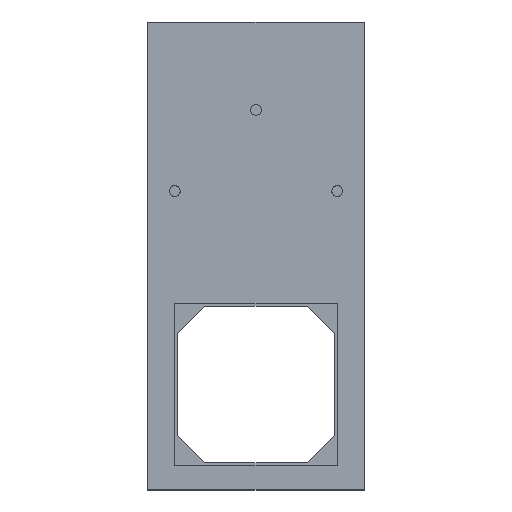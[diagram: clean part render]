
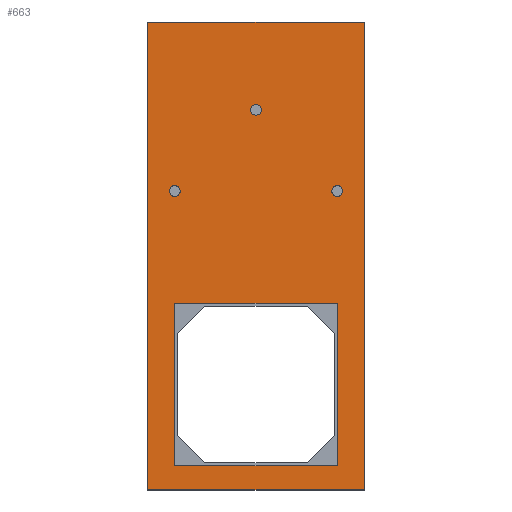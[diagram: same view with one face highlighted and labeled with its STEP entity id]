
A CAD part, top view. The second image highlights one B-rep face of the part: STEP entity #663.
In plain terms, the highlighted planar face has unit normal (0, 0, 1).
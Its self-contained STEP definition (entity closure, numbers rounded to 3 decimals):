
#63=CARTESIAN_POINT('Vertex',(0.,0.,7.)) ;
#77=CARTESIAN_POINT('Vertex',(80.,0.,7.)) ;
#80=CARTESIAN_POINT('Line Origine',(40.,0.,7.)) ;
#108=CARTESIAN_POINT('Vertex',(80.,173.,7.)) ;
#111=CARTESIAN_POINT('Line Origine',(80.,86.5,7.)) ;
#139=CARTESIAN_POINT('Vertex',(0.,173.,7.)) ;
#142=CARTESIAN_POINT('Line Origine',(40.,173.,7.)) ;
#164=CARTESIAN_POINT('Line Origine',(0.,86.5,7.)) ;
#185=CARTESIAN_POINT('Vertex',(70.,69.,7.)) ;
#190=CARTESIAN_POINT('Line Origine',(40.,69.,7.)) ;
#194=CARTESIAN_POINT('Vertex',(10.,69.,7.)) ;
#221=CARTESIAN_POINT('Line Origine',(10.,39.,7.)) ;
#225=CARTESIAN_POINT('Vertex',(10.,9.,7.)) ;
#256=CARTESIAN_POINT('Vertex',(70.,9.,7.)) ;
#261=CARTESIAN_POINT('Line Origine',(70.,39.,7.)) ;
#283=CARTESIAN_POINT('Line Origine',(40.,9.,7.)) ;
#592=CARTESIAN_POINT('Axis2P3D Location',(0.,0.,7.)) ;
#609=CARTESIAN_POINT('Axis2P3D Location',(70.,110.5,7.)) ;
#613=CARTESIAN_POINT('Vertex',(72.,110.5,7.)) ;
#615=CARTESIAN_POINT('Vertex',(68.,110.5,7.)) ;
#618=CARTESIAN_POINT('Axis2P3D Location',(70.,110.5,7.)) ;
#627=CARTESIAN_POINT('Axis2P3D Location',(10.,110.5,7.)) ;
#631=CARTESIAN_POINT('Vertex',(12.,110.5,7.)) ;
#633=CARTESIAN_POINT('Vertex',(8.,110.5,7.)) ;
#636=CARTESIAN_POINT('Axis2P3D Location',(10.,110.5,7.)) ;
#645=CARTESIAN_POINT('Axis2P3D Location',(40.,140.5,7.)) ;
#649=CARTESIAN_POINT('Vertex',(42.,140.5,7.)) ;
#651=CARTESIAN_POINT('Vertex',(38.,140.5,7.)) ;
#654=CARTESIAN_POINT('Axis2P3D Location',(40.,140.5,7.)) ;
#81=DIRECTION('Vector Direction',(1.,0.,0.)) ;
#112=DIRECTION('Vector Direction',(0.,1.,0.)) ;
#143=DIRECTION('Vector Direction',(-1.,0.,0.)) ;
#165=DIRECTION('Vector Direction',(0.,-1.,0.)) ;
#191=DIRECTION('Vector Direction',(1.,0.,0.)) ;
#222=DIRECTION('Vector Direction',(0.,1.,0.)) ;
#262=DIRECTION('Vector Direction',(0.,-1.,0.)) ;
#284=DIRECTION('Vector Direction',(-1.,0.,0.)) ;
#593=DIRECTION('Axis2P3D Direction',(0.,0.,1.)) ;
#594=DIRECTION('Axis2P3D XDirection',(1.,0.,0.)) ;
#610=DIRECTION('Axis2P3D Direction',(0.,0.,1.)) ;
#619=DIRECTION('Axis2P3D Direction',(0.,0.,1.)) ;
#628=DIRECTION('Axis2P3D Direction',(0.,0.,1.)) ;
#637=DIRECTION('Axis2P3D Direction',(0.,0.,1.)) ;
#646=DIRECTION('Axis2P3D Direction',(0.,0.,1.)) ;
#655=DIRECTION('Axis2P3D Direction',(0.,0.,1.)) ;
#595=AXIS2_PLACEMENT_3D('Plane Axis2P3D',#592,#593,#594) ;
#611=AXIS2_PLACEMENT_3D('Circle Axis2P3D',#609,#610,$) ;
#620=AXIS2_PLACEMENT_3D('Circle Axis2P3D',#618,#619,$) ;
#629=AXIS2_PLACEMENT_3D('Circle Axis2P3D',#627,#628,$) ;
#638=AXIS2_PLACEMENT_3D('Circle Axis2P3D',#636,#637,$) ;
#647=AXIS2_PLACEMENT_3D('Circle Axis2P3D',#645,#646,$) ;
#656=AXIS2_PLACEMENT_3D('Circle Axis2P3D',#654,#655,$) ;
#598=ORIENTED_EDGE('',*,*,#84,.T.) ;
#599=ORIENTED_EDGE('',*,*,#115,.T.) ;
#600=ORIENTED_EDGE('',*,*,#146,.T.) ;
#601=ORIENTED_EDGE('',*,*,#168,.T.) ;
#604=ORIENTED_EDGE('',*,*,#287,.F.) ;
#605=ORIENTED_EDGE('',*,*,#227,.F.) ;
#606=ORIENTED_EDGE('',*,*,#196,.F.) ;
#607=ORIENTED_EDGE('',*,*,#265,.F.) ;
#624=ORIENTED_EDGE('',*,*,#617,.F.) ;
#625=ORIENTED_EDGE('',*,*,#622,.F.) ;
#642=ORIENTED_EDGE('',*,*,#635,.F.) ;
#643=ORIENTED_EDGE('',*,*,#640,.F.) ;
#660=ORIENTED_EDGE('',*,*,#653,.F.) ;
#661=ORIENTED_EDGE('',*,*,#658,.F.) ;
#608=FACE_BOUND('',#603,.T.) ;
#626=FACE_BOUND('',#623,.T.) ;
#644=FACE_BOUND('',#641,.T.) ;
#662=FACE_BOUND('',#659,.T.) ;
#82=VECTOR('Line Direction',#81,1.) ;
#113=VECTOR('Line Direction',#112,1.) ;
#144=VECTOR('Line Direction',#143,1.) ;
#166=VECTOR('Line Direction',#165,1.) ;
#192=VECTOR('Line Direction',#191,1.) ;
#223=VECTOR('Line Direction',#222,1.) ;
#263=VECTOR('Line Direction',#262,1.) ;
#285=VECTOR('Line Direction',#284,1.) ;
#663=ADVANCED_FACE('Corps principal',(#602,#608,#626,#644,#662),#596,.T.) ;
#612=CIRCLE('generated circle',#611,2.) ;
#621=CIRCLE('generated circle',#620,2.) ;
#630=CIRCLE('generated circle',#629,2.) ;
#639=CIRCLE('generated circle',#638,2.) ;
#648=CIRCLE('generated circle',#647,2.) ;
#657=CIRCLE('generated circle',#656,2.) ;
#84=EDGE_CURVE('',#64,#78,#83,.T.) ;
#115=EDGE_CURVE('',#78,#109,#114,.T.) ;
#146=EDGE_CURVE('',#109,#140,#145,.T.) ;
#168=EDGE_CURVE('',#140,#64,#167,.T.) ;
#196=EDGE_CURVE('',#186,#195,#193,.F.) ;
#227=EDGE_CURVE('',#195,#226,#224,.F.) ;
#265=EDGE_CURVE('',#257,#186,#264,.F.) ;
#287=EDGE_CURVE('',#226,#257,#286,.F.) ;
#617=EDGE_CURVE('',#614,#616,#612,.T.) ;
#622=EDGE_CURVE('',#616,#614,#621,.T.) ;
#635=EDGE_CURVE('',#632,#634,#630,.T.) ;
#640=EDGE_CURVE('',#634,#632,#639,.T.) ;
#653=EDGE_CURVE('',#650,#652,#648,.T.) ;
#658=EDGE_CURVE('',#652,#650,#657,.T.) ;
#597=EDGE_LOOP('',(#598,#599,#600,#601)) ;
#603=EDGE_LOOP('',(#604,#605,#606,#607)) ;
#623=EDGE_LOOP('',(#624,#625)) ;
#641=EDGE_LOOP('',(#642,#643)) ;
#659=EDGE_LOOP('',(#660,#661)) ;
#602=FACE_OUTER_BOUND('',#597,.T.) ;
#83=LINE('Line',#80,#82) ;
#114=LINE('Line',#111,#113) ;
#145=LINE('Line',#142,#144) ;
#167=LINE('Line',#164,#166) ;
#193=LINE('Line',#190,#192) ;
#224=LINE('Line',#221,#223) ;
#264=LINE('Line',#261,#263) ;
#286=LINE('Line',#283,#285) ;
#596=PLANE('',#595) ;
#64=VERTEX_POINT('',#63) ;
#78=VERTEX_POINT('',#77) ;
#109=VERTEX_POINT('',#108) ;
#140=VERTEX_POINT('',#139) ;
#186=VERTEX_POINT('',#185) ;
#195=VERTEX_POINT('',#194) ;
#226=VERTEX_POINT('',#225) ;
#257=VERTEX_POINT('',#256) ;
#614=VERTEX_POINT('',#613) ;
#616=VERTEX_POINT('',#615) ;
#632=VERTEX_POINT('',#631) ;
#634=VERTEX_POINT('',#633) ;
#650=VERTEX_POINT('',#649) ;
#652=VERTEX_POINT('',#651) ;
